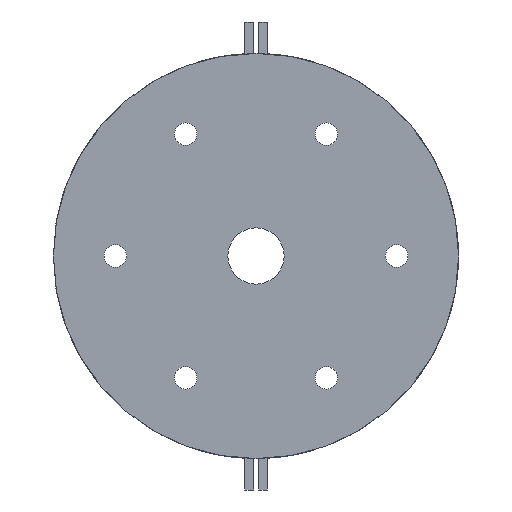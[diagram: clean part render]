
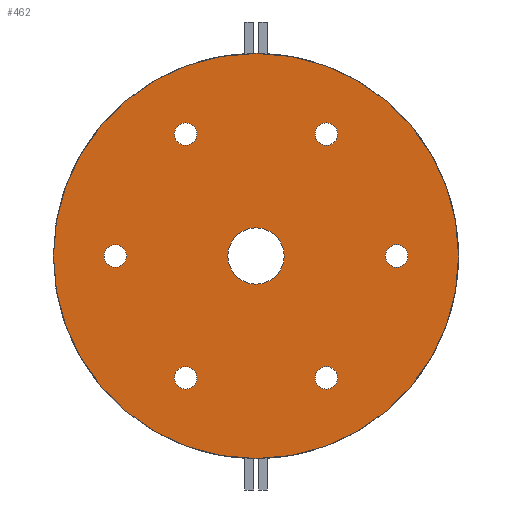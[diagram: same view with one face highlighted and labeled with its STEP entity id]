
A CAD part, front view. The second image highlights one B-rep face of the part: STEP entity #462.
In plain terms, the highlighted planar face has unit normal (0, -1, 0).
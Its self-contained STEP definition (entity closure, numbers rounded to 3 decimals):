
#462=ADVANCED_FACE('',(#1271,#1273,#1275,#1277,#1279,#1281,#1283,#1285),#1287,.F.);
#1271=FACE_BOUND('',#1272,.T.);
#1272=EDGE_LOOP('',(#1991));
#1273=FACE_BOUND('',#1274,.T.);
#1274=EDGE_LOOP('',(#1992));
#1275=FACE_BOUND('',#1276,.T.);
#1276=EDGE_LOOP('',(#1993));
#1277=FACE_BOUND('',#1278,.T.);
#1278=EDGE_LOOP('',(#1994));
#1279=FACE_BOUND('',#1280,.T.);
#1280=EDGE_LOOP('',(#1995));
#1281=FACE_BOUND('',#1282,.T.);
#1282=EDGE_LOOP('',(#1996));
#1283=FACE_BOUND('',#1284,.T.);
#1284=EDGE_LOOP('',(#1997));
#1285=FACE_BOUND('',#1286,.T.);
#1286=EDGE_LOOP('',(#1998));
#1287=PLANE('',#1288);
#1288=AXIS2_PLACEMENT_3D('',#1289,#1290,#1291);
#1289=CARTESIAN_POINT('',(0.,0.,0.));
#1290=DIRECTION('',(0.,1.,0.));
#1291=DIRECTION('',(-1.,0.,0.));
#1991=ORIENTED_EDGE('',*,*,#2279,.F.);
#1992=ORIENTED_EDGE('',*,*,#2405,.T.);
#1993=ORIENTED_EDGE('',*,*,#2406,.T.);
#1994=ORIENTED_EDGE('',*,*,#2407,.T.);
#1995=ORIENTED_EDGE('',*,*,#2408,.T.);
#1996=ORIENTED_EDGE('',*,*,#2409,.T.);
#1997=ORIENTED_EDGE('',*,*,#2410,.T.);
#1998=ORIENTED_EDGE('',*,*,#2411,.T.);
#2279=EDGE_CURVE('',#2642,#2642,#2643,.T.);
#2405=EDGE_CURVE('',#2870,#2870,#2871,.F.);
#2406=EDGE_CURVE('',#2872,#2872,#2873,.F.);
#2407=EDGE_CURVE('',#2874,#2874,#2875,.F.);
#2408=EDGE_CURVE('',#2876,#2876,#2877,.F.);
#2409=EDGE_CURVE('',#2878,#2878,#2879,.F.);
#2410=EDGE_CURVE('',#2880,#2880,#2881,.F.);
#2411=EDGE_CURVE('',#2882,#2882,#2883,.F.);
#2642=VERTEX_POINT('',#3375);
#2643=CIRCLE('',#3376,36.);
#2870=VERTEX_POINT('',#3913);
#2871=CIRCLE('',#3914,5.);
#2872=VERTEX_POINT('',#3918);
#2873=CIRCLE('',#3919,2.);
#2874=VERTEX_POINT('',#3923);
#2875=CIRCLE('',#3924,2.);
#2876=VERTEX_POINT('',#3928);
#2877=CIRCLE('',#3929,2.);
#2878=VERTEX_POINT('',#3933);
#2879=CIRCLE('',#3934,2.);
#2880=VERTEX_POINT('',#3938);
#2881=CIRCLE('',#3939,2.);
#2882=VERTEX_POINT('',#3943);
#2883=CIRCLE('',#3944,2.);
#3375=CARTESIAN_POINT('',(-36.,0.,0.));
#3376=AXIS2_PLACEMENT_3D('',#3377,#3378,#3379);
#3377=CARTESIAN_POINT('',(0.,0.,0.));
#3378=DIRECTION('',(0.,1.,0.));
#3379=DIRECTION('',(-1.,0.,0.));
#3913=CARTESIAN_POINT('',(0.,0.,5.));
#3914=AXIS2_PLACEMENT_3D('',#3915,#3916,#3917);
#3915=CARTESIAN_POINT('',(0.,0.,0.));
#3916=DIRECTION('',(0.,-1.,0.));
#3917=DIRECTION('',(0.,0.,1.));
#3918=CARTESIAN_POINT('',(-25.,0.,2.));
#3919=AXIS2_PLACEMENT_3D('',#3920,#3921,#3922);
#3920=CARTESIAN_POINT('',(-25.,0.,0.));
#3921=DIRECTION('',(0.,-1.,0.));
#3922=DIRECTION('',(0.,0.,1.));
#3923=CARTESIAN_POINT('',(-12.5,0.,-19.651));
#3924=AXIS2_PLACEMENT_3D('',#3925,#3926,#3927);
#3925=CARTESIAN_POINT('',(-12.5,0.,-21.651));
#3926=DIRECTION('',(0.,-1.,0.));
#3927=DIRECTION('',(0.,0.,1.));
#3928=CARTESIAN_POINT('',(12.5,0.,-19.651));
#3929=AXIS2_PLACEMENT_3D('',#3930,#3931,#3932);
#3930=CARTESIAN_POINT('',(12.5,0.,-21.651));
#3931=DIRECTION('',(0.,-1.,0.));
#3932=DIRECTION('',(0.,0.,1.));
#3933=CARTESIAN_POINT('',(25.,0.,2.));
#3934=AXIS2_PLACEMENT_3D('',#3935,#3936,#3937);
#3935=CARTESIAN_POINT('',(25.,0.,0.));
#3936=DIRECTION('',(0.,-1.,0.));
#3937=DIRECTION('',(0.,0.,1.));
#3938=CARTESIAN_POINT('',(12.5,0.,23.651));
#3939=AXIS2_PLACEMENT_3D('',#3940,#3941,#3942);
#3940=CARTESIAN_POINT('',(12.5,0.,21.651));
#3941=DIRECTION('',(0.,-1.,0.));
#3942=DIRECTION('',(0.,0.,1.));
#3943=CARTESIAN_POINT('',(-12.5,0.,23.651));
#3944=AXIS2_PLACEMENT_3D('',#3945,#3946,#3947);
#3945=CARTESIAN_POINT('',(-12.5,0.,21.651));
#3946=DIRECTION('',(0.,-1.,0.));
#3947=DIRECTION('',(0.,0.,1.));
